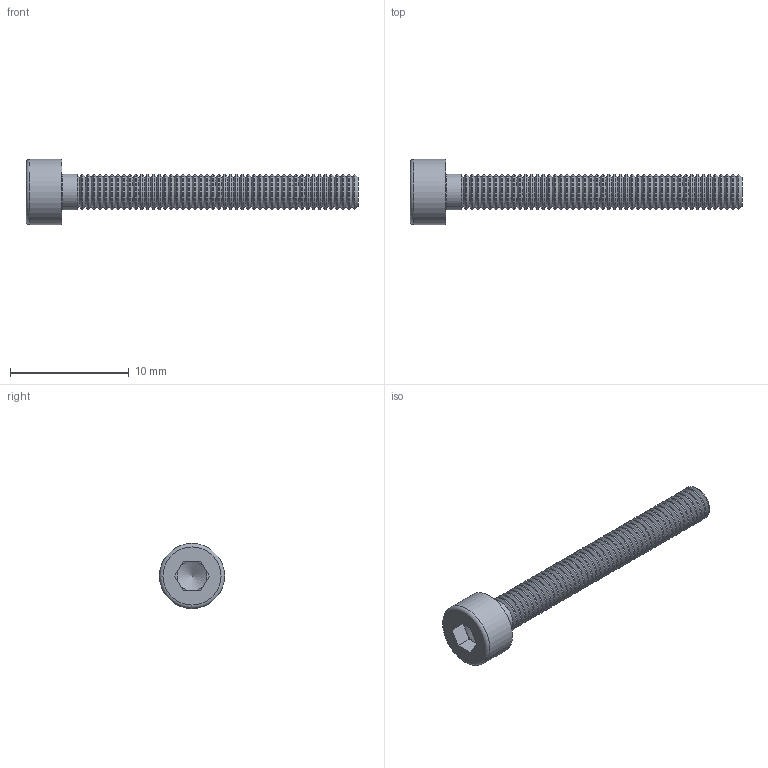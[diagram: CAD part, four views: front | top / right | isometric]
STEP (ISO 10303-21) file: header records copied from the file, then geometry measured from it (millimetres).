
FILE_DESCRIPTION (( 'STEP AP203' ), '1' );
FILE_NAME ('Âèíò ñ âíóòðåííèì øåñòèãðàííèêîì DIN912 Ì3õ25 (ïîëíàÿ ðåçüáà).STEP', '2024-04-12T05:55:40', ( '' ), ( '' ), 'SwSTEP 2.0', 'SolidWorks 2021', '' );
FILE_SCHEMA (( 'CONFIG_CONTROL_DESIGN' ));
Length unit declared in the file: millimetre
Products named in the file (1): Âèíò ñ âíóòðåííèì øåñòèãðàííèêîì DIN912 Ì3õ25 (ïîëíàÿ ðåçüáà)
Bounding box: 28 x 5.5 x 5.5 mm (x, y, z)
Volume: 216.1 mm3; surface area: 443.8 mm2
Topology: 1 solids, 1 shells, 162 faces, 328 edges, 169 vertices
Faces by surface type: cone 96, cylinder 49, plane 15, torus 2
Full cylindrical faces by diameter (mm): 3 x48, 5.5 x1
Entity records: 3409 total; most frequent: DIRECTION 658, CARTESIAN_POINT 507, ORIENTED_EDGE 356, AXIS2_PLACEMENT_3D 317, EDGE_LOOP 310, FACE_OUTER_BOUND 213, EDGE_CURVE 178, VERTEX_POINT 166
